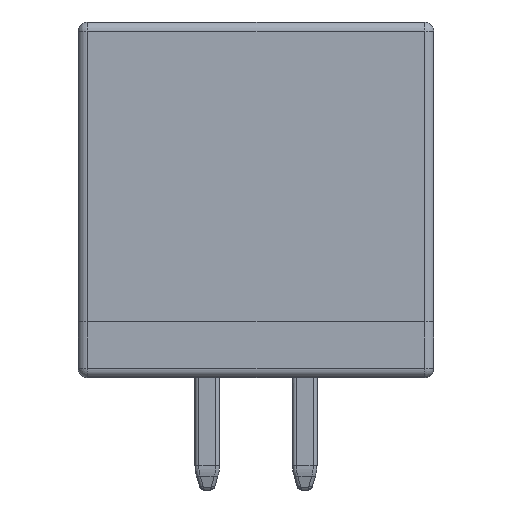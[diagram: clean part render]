
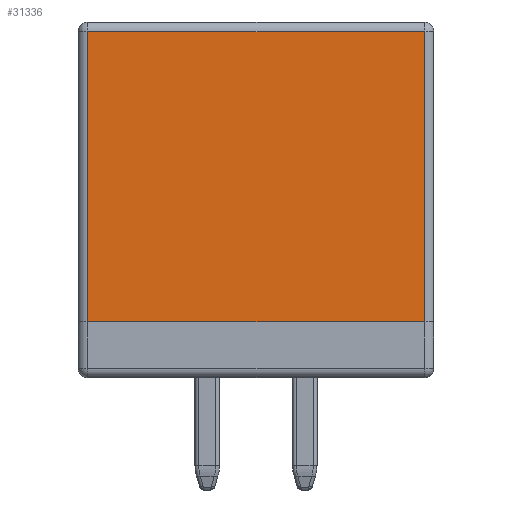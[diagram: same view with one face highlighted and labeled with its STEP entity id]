
A CAD part, left-side view. The second image highlights one B-rep face of the part: STEP entity #31336.
In plain terms, the highlighted face is planar.
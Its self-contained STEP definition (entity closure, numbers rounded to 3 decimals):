
#28986 = CYLINDRICAL_SURFACE('',#28987,0.25);
#28987 = AXIS2_PLACEMENT_3D('',#28988,#28989,#28990);
#28988 = CARTESIAN_POINT('',(3.56,-4.385,1.46));
#28989 = DIRECTION('',(0.,0.,1.));
#28990 = DIRECTION('',(0.,-1.,0.));
#29261 = CYLINDRICAL_SURFACE('',#29262,0.25);
#29262 = AXIS2_PLACEMENT_3D('',#29263,#29264,#29265);
#29263 = CARTESIAN_POINT('',(3.56,-4.635,9.02));
#29264 = DIRECTION('',(0.,1.,0.));
#29265 = DIRECTION('',(0.,0.,1.));
#30226 = VERTEX_POINT('',#30227);
#30227 = CARTESIAN_POINT('',(3.81,-4.385,1.46));
#30249 = EDGE_CURVE('',#30226,#30250,#30252,.T.);
#30250 = VERTEX_POINT('',#30251);
#30251 = CARTESIAN_POINT('',(3.81,-4.385,9.02));
#30252 = SURFACE_CURVE('',#30253,(#30257,#30264),.PCURVE_S1.);
#30253 = LINE('',#30254,#30255);
#30254 = CARTESIAN_POINT('',(3.81,-4.385,1.46));
#30255 = VECTOR('',#30256,1.);
#30256 = DIRECTION('',(0.,0.,1.));
#30257 = PCURVE('',#28986,#30258);
#30258 = DEFINITIONAL_REPRESENTATION('',(#30259),#30263);
#30259 = LINE('',#30260,#30261);
#30260 = CARTESIAN_POINT('',(1.571,0.));
#30261 = VECTOR('',#30262,1.);
#30262 = DIRECTION('',(0.,1.));
#30263 = ( GEOMETRIC_REPRESENTATION_CONTEXT(2) 
PARAMETRIC_REPRESENTATION_CONTEXT() REPRESENTATION_CONTEXT('2D SPACE',''
  ) );
#30264 = PCURVE('',#30265,#30270);
#30265 = PLANE('',#30266);
#30266 = AXIS2_PLACEMENT_3D('',#30267,#30268,#30269);
#30267 = CARTESIAN_POINT('',(3.81,-4.635,1.46));
#30268 = DIRECTION('',(-1.,0.,0.));
#30269 = DIRECTION('',(0.,1.,0.));
#30270 = DEFINITIONAL_REPRESENTATION('',(#30271),#30275);
#30271 = LINE('',#30272,#30273);
#30272 = CARTESIAN_POINT('',(0.25,0.));
#30273 = VECTOR('',#30274,1.);
#30274 = DIRECTION('',(0.,-1.));
#30275 = ( GEOMETRIC_REPRESENTATION_CONTEXT(2) 
PARAMETRIC_REPRESENTATION_CONTEXT() REPRESENTATION_CONTEXT('2D SPACE',''
  ) );
#30433 = EDGE_CURVE('',#30250,#30434,#30436,.T.);
#30434 = VERTEX_POINT('',#30435);
#30435 = CARTESIAN_POINT('',(3.81,4.385,9.02));
#30436 = SURFACE_CURVE('',#30437,(#30441,#30448),.PCURVE_S1.);
#30437 = LINE('',#30438,#30439);
#30438 = CARTESIAN_POINT('',(3.81,-4.635,9.02));
#30439 = VECTOR('',#30440,1.);
#30440 = DIRECTION('',(0.,1.,0.));
#30441 = PCURVE('',#29261,#30442);
#30442 = DEFINITIONAL_REPRESENTATION('',(#30443),#30447);
#30443 = LINE('',#30444,#30445);
#30444 = CARTESIAN_POINT('',(1.571,0.));
#30445 = VECTOR('',#30446,1.);
#30446 = DIRECTION('',(0.,1.));
#30447 = ( GEOMETRIC_REPRESENTATION_CONTEXT(2) 
PARAMETRIC_REPRESENTATION_CONTEXT() REPRESENTATION_CONTEXT('2D SPACE',''
  ) );
#30448 = PCURVE('',#30265,#30449);
#30449 = DEFINITIONAL_REPRESENTATION('',(#30450),#30454);
#30450 = LINE('',#30451,#30452);
#30451 = CARTESIAN_POINT('',(0.,-7.56));
#30452 = VECTOR('',#30453,1.);
#30453 = DIRECTION('',(1.,0.));
#30454 = ( GEOMETRIC_REPRESENTATION_CONTEXT(2) 
PARAMETRIC_REPRESENTATION_CONTEXT() REPRESENTATION_CONTEXT('2D SPACE',''
  ) );
#30951 = PLANE('',#30952);
#30952 = AXIS2_PLACEMENT_3D('',#30953,#30954,#30955);
#30953 = CARTESIAN_POINT('',(3.81,4.635,0.));
#30954 = DIRECTION('',(1.,0.,0.));
#30955 = DIRECTION('',(0.,-1.,0.));
#31088 = CYLINDRICAL_SURFACE('',#31089,0.25);
#31089 = AXIS2_PLACEMENT_3D('',#31090,#31091,#31092);
#31090 = CARTESIAN_POINT('',(3.56,4.385,1.46));
#31091 = DIRECTION('',(0.,0.,1.));
#31092 = DIRECTION('',(0.,1.,0.));
#31106 = VERTEX_POINT('',#31107);
#31107 = CARTESIAN_POINT('',(3.81,4.385,1.46));
#31336 = ADVANCED_FACE('',(#31337),#30265,.F.);
#31337 = FACE_BOUND('',#31338,.F.);
#31338 = EDGE_LOOP('',(#31339,#31360,#31361,#31362));
#31339 = ORIENTED_EDGE('',*,*,#31340,.T.);
#31340 = EDGE_CURVE('',#31106,#30226,#31341,.T.);
#31341 = SURFACE_CURVE('',#31342,(#31346,#31353),.PCURVE_S1.);
#31342 = LINE('',#31343,#31344);
#31343 = CARTESIAN_POINT('',(3.81,4.635,1.46));
#31344 = VECTOR('',#31345,1.);
#31345 = DIRECTION('',(0.,-1.,0.));
#31346 = PCURVE('',#30265,#31347);
#31347 = DEFINITIONAL_REPRESENTATION('',(#31348),#31352);
#31348 = LINE('',#31349,#31350);
#31349 = CARTESIAN_POINT('',(9.27,0.));
#31350 = VECTOR('',#31351,1.);
#31351 = DIRECTION('',(-1.,0.));
#31352 = ( GEOMETRIC_REPRESENTATION_CONTEXT(2) 
PARAMETRIC_REPRESENTATION_CONTEXT() REPRESENTATION_CONTEXT('2D SPACE',''
  ) );
#31353 = PCURVE('',#30951,#31354);
#31354 = DEFINITIONAL_REPRESENTATION('',(#31355),#31359);
#31355 = LINE('',#31356,#31357);
#31356 = CARTESIAN_POINT('',(0.,-1.46));
#31357 = VECTOR('',#31358,1.);
#31358 = DIRECTION('',(1.,0.));
#31359 = ( GEOMETRIC_REPRESENTATION_CONTEXT(2) 
PARAMETRIC_REPRESENTATION_CONTEXT() REPRESENTATION_CONTEXT('2D SPACE',''
  ) );
#31360 = ORIENTED_EDGE('',*,*,#30249,.T.);
#31361 = ORIENTED_EDGE('',*,*,#30433,.T.);
#31362 = ORIENTED_EDGE('',*,*,#31363,.F.);
#31363 = EDGE_CURVE('',#31106,#30434,#31364,.T.);
#31364 = SURFACE_CURVE('',#31365,(#31369,#31376),.PCURVE_S1.);
#31365 = LINE('',#31366,#31367);
#31366 = CARTESIAN_POINT('',(3.81,4.385,1.46));
#31367 = VECTOR('',#31368,1.);
#31368 = DIRECTION('',(0.,0.,1.));
#31369 = PCURVE('',#30265,#31370);
#31370 = DEFINITIONAL_REPRESENTATION('',(#31371),#31375);
#31371 = LINE('',#31372,#31373);
#31372 = CARTESIAN_POINT('',(9.02,0.));
#31373 = VECTOR('',#31374,1.);
#31374 = DIRECTION('',(0.,-1.));
#31375 = ( GEOMETRIC_REPRESENTATION_CONTEXT(2) 
PARAMETRIC_REPRESENTATION_CONTEXT() REPRESENTATION_CONTEXT('2D SPACE',''
  ) );
#31376 = PCURVE('',#31088,#31377);
#31377 = DEFINITIONAL_REPRESENTATION('',(#31378),#31382);
#31378 = LINE('',#31379,#31380);
#31379 = CARTESIAN_POINT('',(-1.571,0.));
#31380 = VECTOR('',#31381,1.);
#31381 = DIRECTION('',(-0.,1.));
#31382 = ( GEOMETRIC_REPRESENTATION_CONTEXT(2) 
PARAMETRIC_REPRESENTATION_CONTEXT() REPRESENTATION_CONTEXT('2D SPACE',''
  ) );
